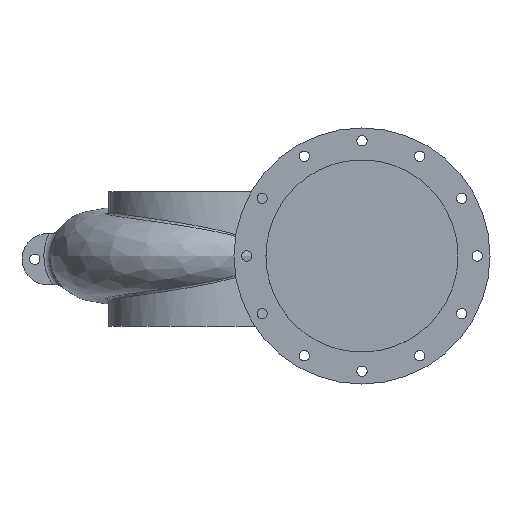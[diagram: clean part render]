
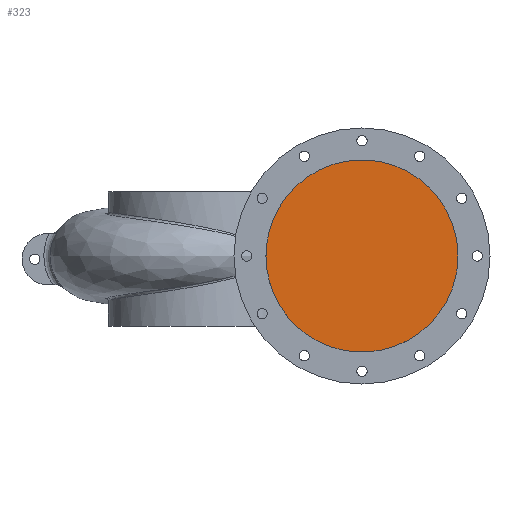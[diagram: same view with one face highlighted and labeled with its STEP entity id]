
A CAD part, front view. The second image highlights one B-rep face of the part: STEP entity #323.
In plain terms, the highlighted planar face has unit normal (0, -1, 0).
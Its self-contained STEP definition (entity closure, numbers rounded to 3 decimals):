
#189=PLANE('',#1146);
#215=FACE_OUTER_BOUND('',#548,.T.);
#323=ADVANCED_FACE('',(#215),#189,.F.);
#548=EDGE_LOOP('',(#786));
#786=ORIENTED_EDGE('',*,*,#999,.T.);
#880=VERTEX_POINT('',#21065);
#999=EDGE_CURVE('',#880,#880,#1055,.T.);
#1055=B_SPLINE_CURVE_WITH_KNOTS('',3,(#20992,#20993,#20994,#20995,#20996,
#20997,#20998,#20999,#21000,#21001,#21002,#21003,#21004,#21005,#21006,#21007,
#21008,#21009,#21010,#21011,#21012,#21013,#21014,#21015,#21016,#21017,#21018,
#21019,#21020,#21021,#21022,#21023,#21024,#21025,#21026,#21027,#21028,#21029,
#21030,#21031,#21032,#21033,#21034,#21035,#21036,#21037,#21038,#21039,#21040,
#21041,#21042,#21043,#21044,#21045,#21046,#21047,#21048,#21049,#21050,#21051,
#21052,#21053,#21054,#21055,#21056,#21057,#21058,#21059,#21060,#21061,#21062,
#21063,#21064),.UNSPECIFIED.,.T.,.F.,(1,1,2,1,1,1,1,1,1,1,1,1,1,1,1,1,1,
1,1,1,1,1,1,1,1,1,1,1,1,1,1,1,1,1,1,1,1,1,1,1,1,1,1,1,1,1,1,1,1,1,1,1,1,
1,1,1,1,1,1,1,1,1,1,1,1,1,1,1,1,1,1,1,2,1,1),(-0.031,-0.016,0.,0.016,
0.031,0.047,0.063,0.078,0.094,0.109,0.125,0.141,0.156,
0.172,0.188,0.203,0.219,0.234,0.242,0.25,0.258,0.266,
0.281,0.297,0.313,0.328,0.344,0.359,0.375,0.391,0.406,
0.422,0.438,0.453,0.469,0.484,0.492,0.5,0.508,0.516,
0.531,0.547,0.563,0.578,0.594,0.609,0.625,0.641,0.656,
0.672,0.688,0.703,0.719,0.734,0.742,0.75,0.758,0.766,
0.781,0.797,0.813,0.828,0.844,0.859,0.875,0.891,0.906,
0.922,0.938,0.953,0.969,0.984,1.,1.016,1.031),
 .UNSPECIFIED.);
#1146=AXIS2_PLACEMENT_3D('',#27203,#1345,#1346);
#1345=DIRECTION('',(0.,1.,0.));
#1346=DIRECTION('',(0.,0.,1.));
#20992=CARTESIAN_POINT('',(200.,-200.,-2.21));
#20993=CARTESIAN_POINT('',(200.,-200.,2.21));
#20994=CARTESIAN_POINT('',(199.804,-200.,6.71));
#20995=CARTESIAN_POINT('',(198.864,-200.,13.633));
#20996=CARTESIAN_POINT('',(197.227,-200.,20.64));
#20997=CARTESIAN_POINT('',(194.858,-200.,27.629));
#20998=CARTESIAN_POINT('',(191.744,-200.,34.488));
#20999=CARTESIAN_POINT('',(187.892,-200.,41.101));
#21000=CARTESIAN_POINT('',(183.335,-200.,47.351));
#21001=CARTESIAN_POINT('',(178.128,-200.,53.128));
#21002=CARTESIAN_POINT('',(172.351,-200.,58.335));
#21003=CARTESIAN_POINT('',(166.101,-200.,62.892));
#21004=CARTESIAN_POINT('',(159.488,-200.,66.744));
#21005=CARTESIAN_POINT('',(152.629,-200.,69.858));
#21006=CARTESIAN_POINT('',(145.64,-200.,72.227));
#21007=CARTESIAN_POINT('',(138.633,-200.,73.864));
#21008=CARTESIAN_POINT('',(132.864,-200.,74.648));
#21009=CARTESIAN_POINT('',(128.335,-200.,74.951));
#21010=CARTESIAN_POINT('',(125.,-200.,75.024));
#21011=CARTESIAN_POINT('',(121.665,-200.,74.951));
#21012=CARTESIAN_POINT('',(117.136,-200.,74.648));
#21013=CARTESIAN_POINT('',(111.367,-200.,73.864));
#21014=CARTESIAN_POINT('',(104.36,-200.,72.227));
#21015=CARTESIAN_POINT('',(97.371,-200.,69.858));
#21016=CARTESIAN_POINT('',(90.512,-200.,66.744));
#21017=CARTESIAN_POINT('',(83.899,-200.,62.892));
#21018=CARTESIAN_POINT('',(77.649,-200.,58.335));
#21019=CARTESIAN_POINT('',(71.872,-200.,53.128));
#21020=CARTESIAN_POINT('',(66.665,-200.,47.351));
#21021=CARTESIAN_POINT('',(62.108,-200.,41.101));
#21022=CARTESIAN_POINT('',(58.256,-200.,34.488));
#21023=CARTESIAN_POINT('',(55.142,-200.,27.629));
#21024=CARTESIAN_POINT('',(52.773,-200.,20.64));
#21025=CARTESIAN_POINT('',(51.136,-200.,13.633));
#21026=CARTESIAN_POINT('',(50.352,-200.,7.864));
#21027=CARTESIAN_POINT('',(50.049,-200.,3.335));
#21028=CARTESIAN_POINT('',(49.976,-200.,0.));
#21029=CARTESIAN_POINT('',(50.049,-200.,-3.335));
#21030=CARTESIAN_POINT('',(50.352,-200.,-7.864));
#21031=CARTESIAN_POINT('',(51.136,-200.,-13.633));
#21032=CARTESIAN_POINT('',(52.773,-200.,-20.64));
#21033=CARTESIAN_POINT('',(55.142,-200.,-27.629));
#21034=CARTESIAN_POINT('',(58.256,-200.,-34.488));
#21035=CARTESIAN_POINT('',(62.108,-200.,-41.101));
#21036=CARTESIAN_POINT('',(66.665,-200.,-47.351));
#21037=CARTESIAN_POINT('',(71.872,-200.,-53.128));
#21038=CARTESIAN_POINT('',(77.649,-200.,-58.335));
#21039=CARTESIAN_POINT('',(83.899,-200.,-62.892));
#21040=CARTESIAN_POINT('',(90.512,-200.,-66.744));
#21041=CARTESIAN_POINT('',(97.371,-200.,-69.858));
#21042=CARTESIAN_POINT('',(104.36,-200.,-72.227));
#21043=CARTESIAN_POINT('',(111.367,-200.,-73.864));
#21044=CARTESIAN_POINT('',(117.136,-200.,-74.648));
#21045=CARTESIAN_POINT('',(121.665,-200.,-74.951));
#21046=CARTESIAN_POINT('',(125.,-200.,-75.024));
#21047=CARTESIAN_POINT('',(128.335,-200.,-74.951));
#21048=CARTESIAN_POINT('',(132.864,-200.,-74.648));
#21049=CARTESIAN_POINT('',(138.633,-200.,-73.864));
#21050=CARTESIAN_POINT('',(145.64,-200.,-72.227));
#21051=CARTESIAN_POINT('',(152.629,-200.,-69.858));
#21052=CARTESIAN_POINT('',(159.488,-200.,-66.744));
#21053=CARTESIAN_POINT('',(166.101,-200.,-62.892));
#21054=CARTESIAN_POINT('',(172.351,-200.,-58.335));
#21055=CARTESIAN_POINT('',(178.128,-200.,-53.128));
#21056=CARTESIAN_POINT('',(183.335,-200.,-47.351));
#21057=CARTESIAN_POINT('',(187.892,-200.,-41.101));
#21058=CARTESIAN_POINT('',(191.744,-200.,-34.488));
#21059=CARTESIAN_POINT('',(194.858,-200.,-27.629));
#21060=CARTESIAN_POINT('',(197.227,-200.,-20.64));
#21061=CARTESIAN_POINT('',(198.864,-200.,-13.633));
#21062=CARTESIAN_POINT('',(199.804,-200.,-6.71));
#21063=CARTESIAN_POINT('',(200.,-200.,-2.21));
#21064=CARTESIAN_POINT('',(200.,-200.,2.21));
#21065=CARTESIAN_POINT('',(200.,-200.,0.));
#27203=CARTESIAN_POINT('',(50.,-200.,0.));
